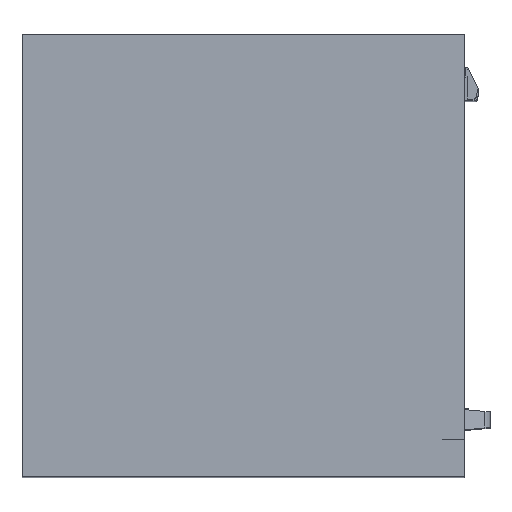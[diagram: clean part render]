
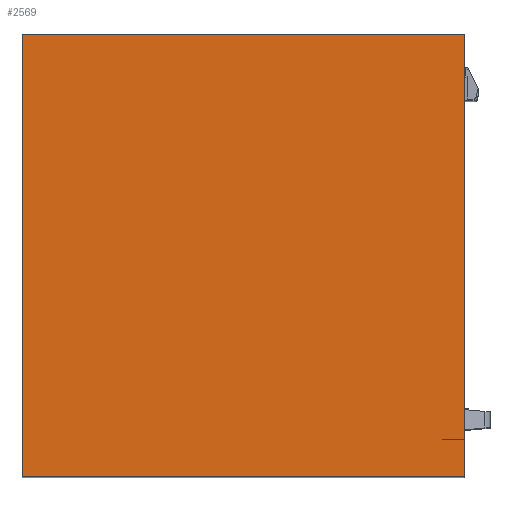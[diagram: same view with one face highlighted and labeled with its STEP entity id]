
A CAD part, top view. The second image highlights one B-rep face of the part: STEP entity #2569.
In plain terms, the highlighted planar face has unit normal (0, 0, 1).
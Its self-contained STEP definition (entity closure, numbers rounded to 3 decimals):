
#182=FACE_OUTER_BOUND('',#308,.T.);
#308=EDGE_LOOP('',(#1795,#1796,#1797,#1798));
#450=LINE('',#3805,#754);
#454=LINE('',#3813,#758);
#457=LINE('',#3819,#761);
#460=LINE('',#3824,#764);
#754=VECTOR('',#3027,10.);
#758=VECTOR('',#3033,10.);
#761=VECTOR('',#3038,10.);
#764=VECTOR('',#3043,10.);
#1053=VERTEX_POINT('',#3803);
#1054=VERTEX_POINT('',#3804);
#1057=VERTEX_POINT('',#3812);
#1059=VERTEX_POINT('',#3818);
#1364=EDGE_CURVE('',#1053,#1054,#450,.T.);
#1368=EDGE_CURVE('',#1054,#1057,#454,.T.);
#1371=EDGE_CURVE('',#1059,#1053,#457,.T.);
#1374=EDGE_CURVE('',#1057,#1059,#460,.T.);
#1795=ORIENTED_EDGE('',*,*,#1374,.F.);
#1796=ORIENTED_EDGE('',*,*,#1368,.F.);
#1797=ORIENTED_EDGE('',*,*,#1364,.F.);
#1798=ORIENTED_EDGE('',*,*,#1371,.F.);
#2363=PLANE('',#2770);
#2569=ADVANCED_FACE('',(#182),#2363,.T.);
#2770=AXIS2_PLACEMENT_3D('',#3826,#3045,#3046);
#3027=DIRECTION('',(0.,-1.,0.));
#3033=DIRECTION('',(-1.,0.,0.));
#3038=DIRECTION('',(1.,0.,0.));
#3043=DIRECTION('',(0.,1.,0.));
#3045=DIRECTION('center_axis',(0.,0.,1.));
#3046=DIRECTION('ref_axis',(1.,0.,0.));
#3803=CARTESIAN_POINT('',(300.,600.,1098.5));
#3804=CARTESIAN_POINT('',(300.,0.,1098.5));
#3805=CARTESIAN_POINT('',(300.,0.,1098.5));
#3812=CARTESIAN_POINT('',(-300.,0.,1098.5));
#3813=CARTESIAN_POINT('',(-300.,0.,1098.5));
#3818=CARTESIAN_POINT('',(-300.,600.,1098.5));
#3819=CARTESIAN_POINT('',(300.,600.,1098.5));
#3824=CARTESIAN_POINT('',(-300.,600.,1098.5));
#3826=CARTESIAN_POINT('Origin',(0.,300.,1098.5));
